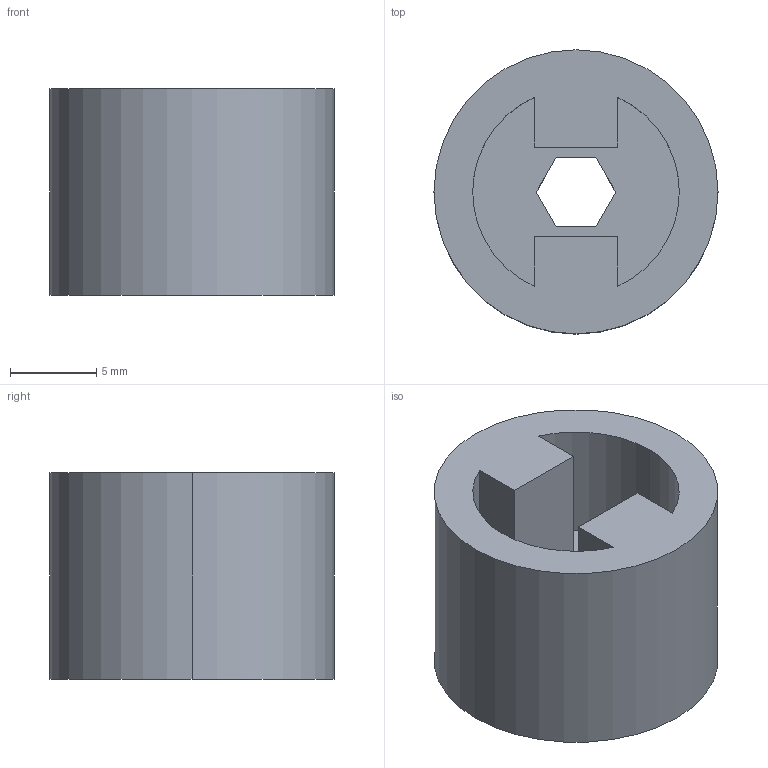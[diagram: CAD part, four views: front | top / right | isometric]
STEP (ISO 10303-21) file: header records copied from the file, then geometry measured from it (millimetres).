
FILE_DESCRIPTION (( 'STEP AP203' ), '1' );
FILE_NAME ('Through_Frame_UV Joint_Connector.STEP', '2025-12-09T16:42:50', ( '' ), ( '' ), 'SwSTEP 2.0', 'SolidWorks 2025', '' );
FILE_SCHEMA (( 'CONFIG_CONTROL_DESIGN' ));
Length unit declared in the file: millimetre
Products named in the file (1): Through_Frame_UV Joint_Connector
Bounding box: 16.5 x 16.5 x 12 mm (x, y, z)
Volume: 1924.4 mm3; surface area: 1434 mm2
Topology: 1 solids, 1 shells, 20 faces, 51 edges, 34 vertices
Faces by surface type: plane 15, cylinder 5
Entity records: 684 total; most frequent: CARTESIAN_POINT 106, DIRECTION 103, ORIENTED_EDGE 102, EDGE_CURVE 51, VECTOR 41, LINE 41, VERTEX_POINT 34, AXIS2_PLACEMENT_3D 31
